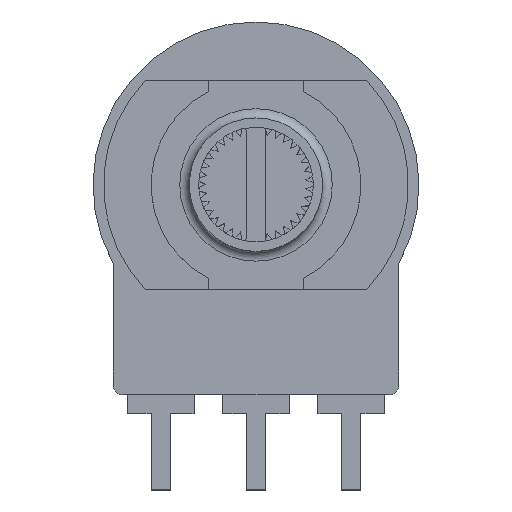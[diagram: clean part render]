
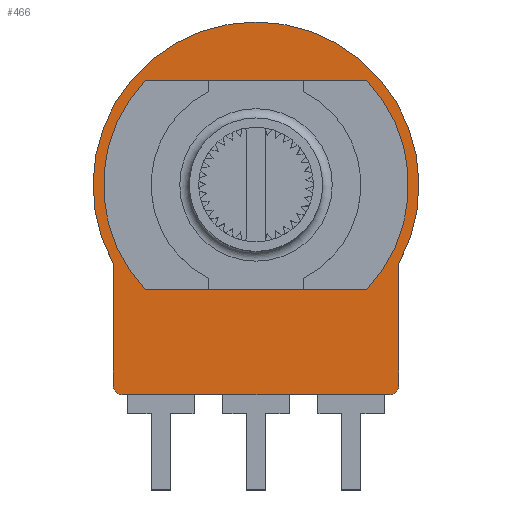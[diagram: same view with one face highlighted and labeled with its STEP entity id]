
A CAD part, top view. The second image highlights one B-rep face of the part: STEP entity #466.
In plain terms, the highlighted planar face has unit normal (0, 0, 1).
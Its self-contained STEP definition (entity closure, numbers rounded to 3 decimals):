
#466 = ADVANCED_FACE( '', ( #946, #947 ), #948, .T. );
#946 = FACE_OUTER_BOUND( '', #1430, .T. );
#947 = FACE_BOUND( '', #1431, .T. );
#948 = PLANE( '', #1432 );
#1430 = EDGE_LOOP( '', ( #2854, #2855, #2856, #2857, #2858, #2859 ) );
#1431 = EDGE_LOOP( '', ( #2860, #2861, #2862, #2863 ) );
#1432 = AXIS2_PLACEMENT_3D( '', #2864, #2865, #2866 );
#2854 = ORIENTED_EDGE( '', *, *, #2993, .T. );
#2855 = ORIENTED_EDGE( '', *, *, #3543, .T. );
#2856 = ORIENTED_EDGE( '', *, *, #3475, .T. );
#2857 = ORIENTED_EDGE( '', *, *, #3480, .T. );
#2858 = ORIENTED_EDGE( '', *, *, #3405, .T. );
#2859 = ORIENTED_EDGE( '', *, *, #3445, .T. );
#2860 = ORIENTED_EDGE( '', *, *, #3359, .F. );
#2861 = ORIENTED_EDGE( '', *, *, #3431, .F. );
#2862 = ORIENTED_EDGE( '', *, *, #3396, .F. );
#2863 = ORIENTED_EDGE( '', *, *, #3513, .F. );
#2864 = CARTESIAN_POINT( '', ( 0., 0., 1.5 ) );
#2865 = DIRECTION( '', ( 0., 0., 1. ) );
#2866 = DIRECTION( '', ( 1., 0., 0. ) );
#2993 = EDGE_CURVE( '', #3607, #3605, #3608, .T. );
#3359 = EDGE_CURVE( '', #4210, #4212, #4213, .T. );
#3396 = EDGE_CURVE( '', #4258, #4260, #4261, .T. );
#3405 = EDGE_CURVE( '', #4271, #4272, #4273, .T. );
#3431 = EDGE_CURVE( '', #4260, #4210, #4302, .T. );
#3445 = EDGE_CURVE( '', #4272, #3607, #4317, .T. );
#3475 = EDGE_CURVE( '', #4351, #4352, #4353, .T. );
#3480 = EDGE_CURVE( '', #4352, #4271, #4358, .T. );
#3513 = EDGE_CURVE( '', #4212, #4258, #4394, .T. );
#3543 = EDGE_CURVE( '', #3605, #4351, #4426, .T. );
#3605 = VERTEX_POINT( '', #4507 );
#3607 = VERTEX_POINT( '', #4510 );
#3608 = LINE( '', #4511, #4512 );
#4210 = VERTEX_POINT( '', #5354 );
#4212 = VERTEX_POINT( '', #5357 );
#4213 = LINE( '', #5358, #5359 );
#4258 = VERTEX_POINT( '', #5425 );
#4260 = VERTEX_POINT( '', #5428 );
#4261 = LINE( '', #5429, #5430 );
#4271 = VERTEX_POINT( '', #5445 );
#4272 = VERTEX_POINT( '', #5446 );
#4273 = LINE( '', #5447, #5448 );
#4302 = CIRCLE( '', #5492, 8. );
#4317 = CIRCLE( '', #5511, 8.55 );
#4351 = VERTEX_POINT( '', #5559 );
#4352 = VERTEX_POINT( '', #5560 );
#4353 = LINE( '', #5561, #5562 );
#4358 = CIRCLE( '', #5570, 0.5 );
#4394 = CIRCLE( '', #5618, 8. );
#4426 = CIRCLE( '', #5660, 0.5 );
#4507 = CARTESIAN_POINT( '', ( -7.5, -10.5, 1.5 ) );
#4510 = CARTESIAN_POINT( '', ( -7.5, -4.105, 1.5 ) );
#4511 = CARTESIAN_POINT( '', ( -7.5, -4.105, 1.5 ) );
#4512 = VECTOR( '', #5700, 1000. );
#5354 = CARTESIAN_POINT( '', ( -5.809, -5.5, 1.5 ) );
#5357 = CARTESIAN_POINT( '', ( 5.809, -5.5, 1.5 ) );
#5358 = CARTESIAN_POINT( '', ( -5.809, -5.5, 1.5 ) );
#5359 = VECTOR( '', #6164, 1000. );
#5425 = CARTESIAN_POINT( '', ( 5.809, 5.5, 1.5 ) );
#5428 = CARTESIAN_POINT( '', ( -5.809, 5.5, 1.5 ) );
#5429 = CARTESIAN_POINT( '', ( -5.809, 5.5, 1.5 ) );
#5430 = VECTOR( '', #6190, 1000. );
#5445 = CARTESIAN_POINT( '', ( 7.5, -10.5, 1.5 ) );
#5446 = CARTESIAN_POINT( '', ( 7.5, -4.105, 1.5 ) );
#5447 = CARTESIAN_POINT( '', ( 7.5, -11., 1.5 ) );
#5448 = VECTOR( '', #6196, 1000. );
#5492 = AXIS2_PLACEMENT_3D( '', #6212, #6213, #6214 );
#5511 = AXIS2_PLACEMENT_3D( '', #6222, #6223, #6224 );
#5559 = CARTESIAN_POINT( '', ( -7., -11., 1.5 ) );
#5560 = CARTESIAN_POINT( '', ( 7., -11., 1.5 ) );
#5561 = CARTESIAN_POINT( '', ( -7.5, -11., 1.5 ) );
#5562 = VECTOR( '', #6239, 1000. );
#5570 = AXIS2_PLACEMENT_3D( '', #6243, #6244, #6245 );
#5618 = AXIS2_PLACEMENT_3D( '', #6261, #6262, #6263 );
#5660 = AXIS2_PLACEMENT_3D( '', #6274, #6275, #6276 );
#5700 = DIRECTION( '', ( 0., -1., 0. ) );
#6164 = DIRECTION( '', ( 1., 0., 0. ) );
#6190 = DIRECTION( '', ( -1., 0., 0. ) );
#6196 = DIRECTION( '', ( 0., 1., 0. ) );
#6212 = CARTESIAN_POINT( '', ( 0., 0., 1.5 ) );
#6213 = DIRECTION( '', ( 0., 0., 1. ) );
#6214 = DIRECTION( '', ( 0., 1., 0. ) );
#6222 = CARTESIAN_POINT( '', ( 0., 0., 1.5 ) );
#6223 = DIRECTION( '', ( 0., 0., 1. ) );
#6224 = DIRECTION( '', ( 0., -1., 0. ) );
#6239 = DIRECTION( '', ( 1., 0., 0. ) );
#6243 = CARTESIAN_POINT( '', ( 7., -10.5, 1.5 ) );
#6244 = DIRECTION( '', ( 0., 0., 1. ) );
#6245 = DIRECTION( '', ( 1., 0., 0. ) );
#6261 = CARTESIAN_POINT( '', ( 0., 0., 1.5 ) );
#6262 = DIRECTION( '', ( 0., 0., 1. ) );
#6263 = DIRECTION( '', ( 0., 1., 0. ) );
#6274 = CARTESIAN_POINT( '', ( -7., -10.5, 1.5 ) );
#6275 = DIRECTION( '', ( 0., 0., 1. ) );
#6276 = DIRECTION( '', ( 1., 0., 0. ) );
